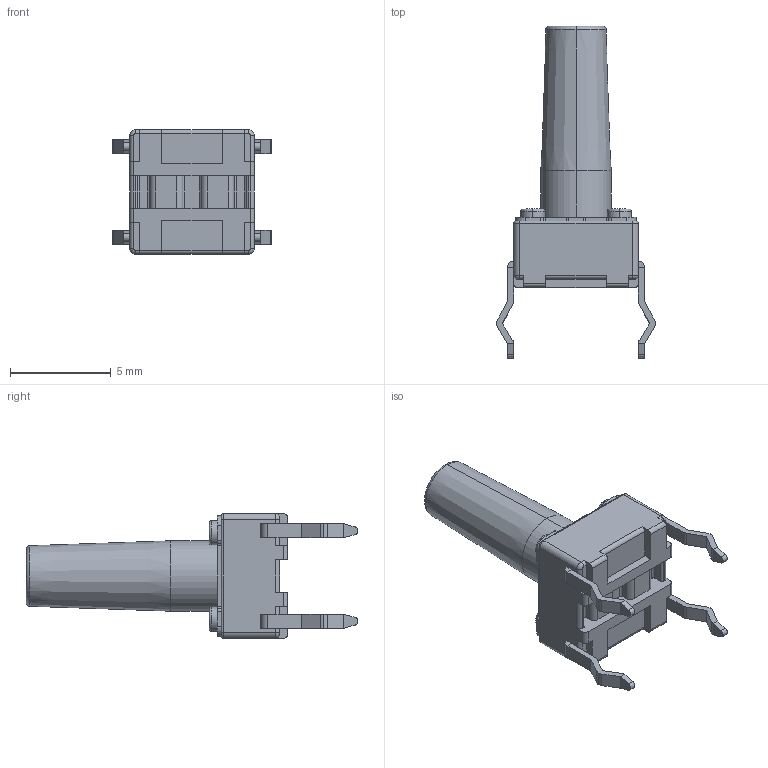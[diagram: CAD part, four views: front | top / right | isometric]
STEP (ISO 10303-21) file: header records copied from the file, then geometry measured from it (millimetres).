
FILE_DESCRIPTION(('STEP AP214'),'1');
FILE_NAME('skhhdua010.stp','2020-10-29T07:57:31',('TraceParts'),('TraceParts S.A.'),'Spatial InterOp 3D',' ',' ');
FILE_SCHEMA(('AUTOMOTIVE_DESIGN { 1 0 10303 214 1 1 1 1 }'));
Length unit declared in the file: millimetre
Products named in the file (1): skhhdua010
Bounding box: 7.9 x 16.5 x 6.2 mm (x, y, z)
Volume: 209.1 mm3; surface area: 319.1 mm2
Topology: 1 solids, 5 shells, 288 faces, 740 edges, 468 vertices
Faces by surface type: plane 136, cylinder 132, torus 18, cone 2
Entity records: 10887 total; most frequent: DIRECTION 1612, CARTESIAN_POINT 1497, ORIENTED_EDGE 1480, EDGE_CURVE 740, AXIS2_PLACEMENT_3D 583, VERTEX_POINT 468, LINE 446, VECTOR 446
